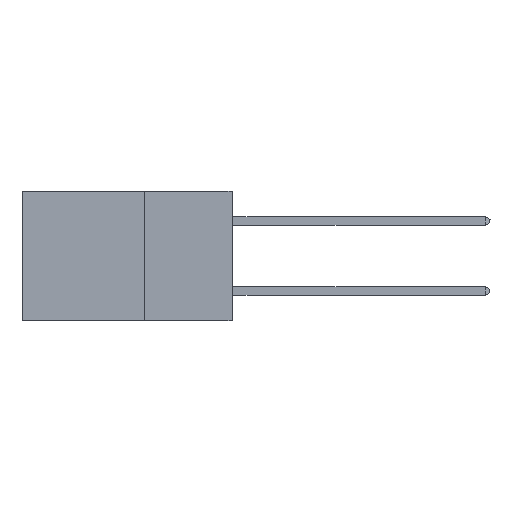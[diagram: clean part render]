
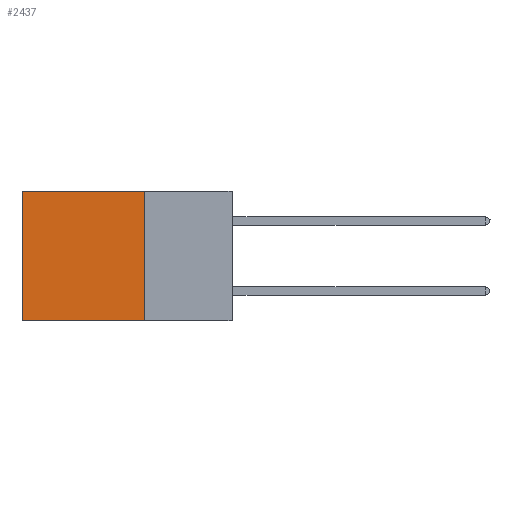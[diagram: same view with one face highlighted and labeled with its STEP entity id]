
A CAD part, left-side view. The second image highlights one B-rep face of the part: STEP entity #2437.
In plain terms, the highlighted planar face has unit normal (-1, 0, 0).
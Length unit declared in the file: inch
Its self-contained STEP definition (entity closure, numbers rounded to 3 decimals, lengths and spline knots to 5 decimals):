
#233 = FACE_OUTER_BOUND ( 'NONE', #4984, .T. ) ;
#283 = ORIENTED_EDGE ( 'NONE', *, *, #6454, .F. ) ;
#1101 = LINE ( 'NONE', #3773, #4107 ) ;
#1272 = VECTOR ( 'NONE', #12506, 39.37008 ) ;
#1941 = LINE ( 'NONE', #12265, #14313 ) ;
#1988 = LINE ( 'NONE', #5041, #1272 ) ;
#2437 = ADVANCED_FACE ( 'NONE', ( #233 ), #4633, .F. ) ;
#2637 = CARTESIAN_POINT ( 'NONE',  ( 0.2875, 0.6, -0.37 ) ) ;
#2914 = DIRECTION ( 'NONE',  ( 1., 0., 0. ) ) ;
#3690 = ORIENTED_EDGE ( 'NONE', *, *, #14248, .T. ) ;
#3773 = CARTESIAN_POINT ( 'NONE',  ( 0.2875, 0.25, 0. ) ) ;
#3943 = VERTEX_POINT ( 'NONE', #8184 ) ;
#4107 = VECTOR ( 'NONE', #12669, 39.37008 ) ;
#4633 = PLANE ( 'NONE',  #12226 ) ;
#4859 = CARTESIAN_POINT ( 'NONE',  ( 0.2875, 0.25, -0.37 ) ) ;
#4984 = EDGE_LOOP ( 'NONE', ( #11984, #283, #18006, #3690 ) ) ;
#4988 = DIRECTION ( 'NONE',  ( 0., 1., 0. ) ) ;
#5041 = CARTESIAN_POINT ( 'NONE',  ( 0.2875, 0.6, 0. ) ) ;
#5562 = EDGE_CURVE ( 'NONE', #3943, #16851, #1988, .T. ) ;
#6454 = EDGE_CURVE ( 'NONE', #13555, #16851, #1941, .T. ) ;
#7443 = VECTOR ( 'NONE', #9136, 39.37008 ) ;
#8184 = CARTESIAN_POINT ( 'NONE',  ( 0.2875, 0.6, 0. ) ) ;
#9136 = DIRECTION ( 'NONE',  ( 0., 0., -1. ) ) ;
#10500 = CARTESIAN_POINT ( 'NONE',  ( 0.2875, 0.25, 0. ) ) ;
#11053 = CARTESIAN_POINT ( 'NONE',  ( 0.2875, 0.25, 0. ) ) ;
#11984 = ORIENTED_EDGE ( 'NONE', *, *, #5562, .T. ) ;
#12226 = AXIS2_PLACEMENT_3D ( 'NONE', #10500, #2914, #14504 ) ;
#12265 = CARTESIAN_POINT ( 'NONE',  ( 0.2875, 0.25, -0.37 ) ) ;
#12506 = DIRECTION ( 'NONE',  ( 0., 0., -1. ) ) ;
#12669 = DIRECTION ( 'NONE',  ( 0., 1., 0. ) ) ;
#13555 = VERTEX_POINT ( 'NONE', #4859 ) ;
#14053 = EDGE_CURVE ( 'NONE', #14317, #13555, #16693, .T. ) ;
#14248 = EDGE_CURVE ( 'NONE', #14317, #3943, #1101, .T. ) ;
#14313 = VECTOR ( 'NONE', #4988, 39.37008 ) ;
#14317 = VERTEX_POINT ( 'NONE', #11053 ) ;
#14504 = DIRECTION ( 'NONE',  ( 0., 0., -1. ) ) ;
#14968 = CARTESIAN_POINT ( 'NONE',  ( 0.2875, 0.25, 0. ) ) ;
#16693 = LINE ( 'NONE', #14968, #7443 ) ;
#16851 = VERTEX_POINT ( 'NONE', #2637 ) ;
#18006 = ORIENTED_EDGE ( 'NONE', *, *, #14053, .F. ) ;
